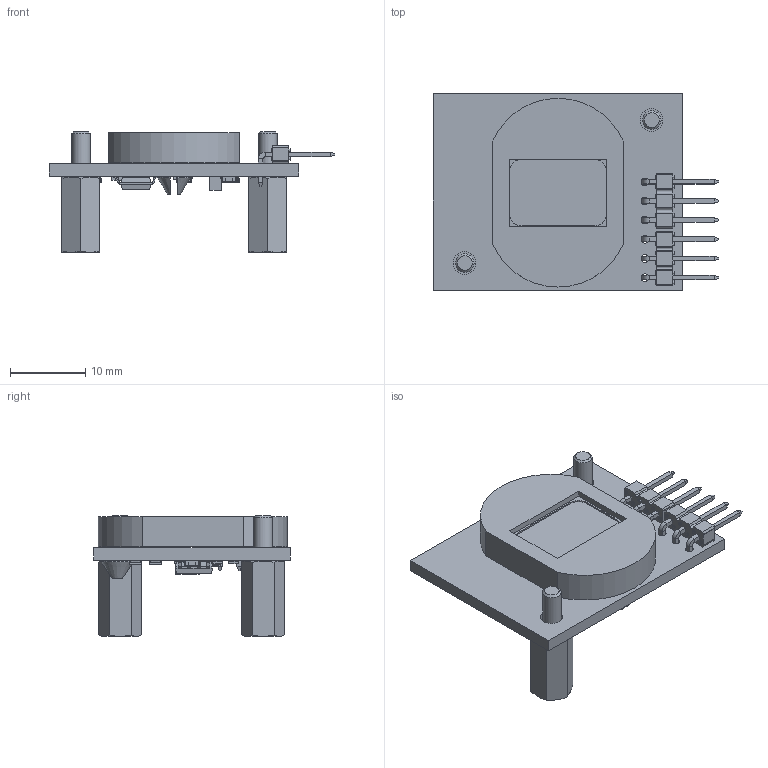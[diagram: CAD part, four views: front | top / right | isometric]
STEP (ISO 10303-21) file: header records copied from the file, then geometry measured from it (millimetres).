
FILE_DESCRIPTION(('Open CASCADE Model'),'2;1');
FILE_NAME('Open CASCADE Shape Model','2023-12-27T15:09:04',('Author'),( 'Open CASCADE'),'Open CASCADE STEP processor 6.8','Open CASCADE 6.8' ,'Unknown');
FILE_SCHEMA(('AUTOMOTIVE_DESIGN { 1 0 10303 214 1 1 1 1 }'));
Length unit declared in the file: millimetre
Products named in the file (34): PCB; Board; C1; User_Library-0805_Cap; C2; C3; C4; C5; C6; 1039599200; Extruded; 1039599072; 1039598944; J1; 3_pin_RA_100mil_header_v1; M1; M3_Standoff_-_10mm; Distans_Erkek_M3x10mm_YP-510; M2; R1; 0805_Resistor_v11; R2; 1206_Resistor_v12; R3; R4; R5; Speaker1; Speaker_Retainer_Version_3_v2; CUI_DEVICES_CMS-15113-076S_v1; Open CASCADE STEP translator 6.8 1.16.1.2; U1; User_Library-SOIC-8-1
Assembly tree (42 placements, depth 4):
  PCB
    Board
    C1
      User_Library-0805_Cap
    C2
      User_Library-0805_Cap
    C3
      User_Library-0805_Cap
    C4
      User_Library-0805_Cap
    C5
      User_Library-0805_Cap
    C6
      1039599200
        Extruded
      1039599072
        Extruded
      1039598944
        Extruded
    J1
      3_pin_RA_100mil_header_v1  x2
    M1
      M3_Standoff_-_10mm
        Distans_Erkek_M3x10mm_YP-510
    M2
      M3_Standoff_-_10mm
        Distans_Erkek_M3x10mm_YP-510
    R1
      0805_Resistor_v11
    R2
      1206_Resistor_v12
    R3
      1206_Resistor_v12
    R4
      0805_Resistor_v11
    R5
      0805_Resistor_v11
    Speaker1
      Speaker_Retainer_Version_3_v2
        CUI_DEVICES_CMS-15113-076S_v1
        Open CASCADE STEP translator 6.8 1.16.1.2
    U1
      User_Library-SOIC-8-1
Bounding box: 37.76 x 26 x 16 mm (x, y, z)
Volume: 3233.1 mm3; surface area: 5006 mm2
Topology: 81 solids, 81 shells, 2617 faces, 6856 edges, 4423 vertices
Faces by surface type: bspline 1175, plane 1159, cylinder 257, cone 12, torus 12, sphere 2
Full cylindrical faces by diameter (mm): 0.41 x24, 1 x6, 2.459 x4, 3 x2, 3.5 x2
Entity records: 40822 total; most frequent: CARTESIAN_POINT 13505, ORIENTED_EDGE 5768, DIRECTION 4112, EDGE_CURVE 2884, VERTEX_POINT 1879, LINE 1772, VECTOR 1772, FACE_BOUND 1177
